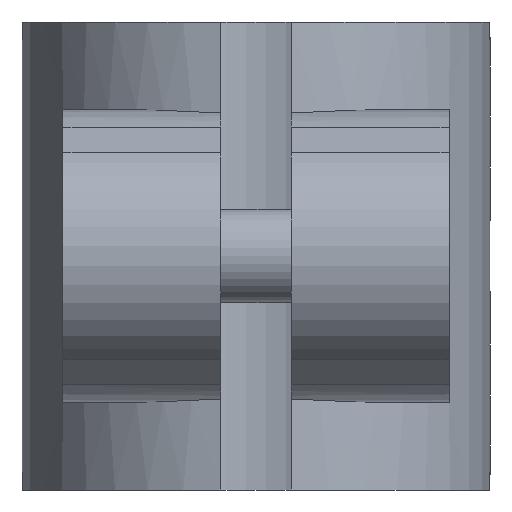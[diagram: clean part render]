
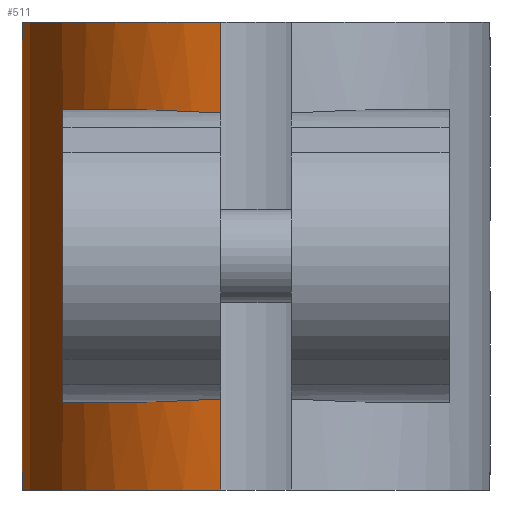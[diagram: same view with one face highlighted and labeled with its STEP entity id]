
A CAD part, left-side view. The second image highlights one B-rep face of the part: STEP entity #511.
In plain terms, the highlighted cylindrical face has radius 20 mm (diameter 40 mm), a partial arc.
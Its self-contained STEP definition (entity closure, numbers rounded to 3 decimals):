
#511 = ADVANCED_FACE( '', ( #1071 ), #1072, .T. );
#1071 = FACE_OUTER_BOUND( '', #1632, .T. );
#1072 = CYLINDRICAL_SURFACE( '', #1633, 20. );
#1632 = EDGE_LOOP( '', ( #3085, #3086, #3087, #3088, #3089, #3090, #3091, #3092, #3093, #3094, #3095, #3096, #3097, #3098 ) );
#1633 = AXIS2_PLACEMENT_3D( '', #3099, #3100, #3101 );
#3085 = ORIENTED_EDGE( '', *, *, #3749, .F. );
#3086 = ORIENTED_EDGE( '', *, *, #3343, .F. );
#3087 = ORIENTED_EDGE( '', *, *, #3213, .T. );
#3088 = ORIENTED_EDGE( '', *, *, #3523, .T. );
#3089 = ORIENTED_EDGE( '', *, *, #3735, .T. );
#3090 = ORIENTED_EDGE( '', *, *, #3311, .F. );
#3091 = ORIENTED_EDGE( '', *, *, #3757, .T. );
#3092 = ORIENTED_EDGE( '', *, *, #3463, .T. );
#3093 = ORIENTED_EDGE( '', *, *, #3750, .F. );
#3094 = ORIENTED_EDGE( '', *, *, #3576, .F. );
#3095 = ORIENTED_EDGE( '', *, *, #3763, .F. );
#3096 = ORIENTED_EDGE( '', *, *, #3578, .T. );
#3097 = ORIENTED_EDGE( '', *, *, #3722, .F. );
#3098 = ORIENTED_EDGE( '', *, *, #3493, .F. );
#3099 = CARTESIAN_POINT( '', ( 0., 0., 40. ) );
#3100 = DIRECTION( '', ( 0., 0., 1. ) );
#3101 = DIRECTION( '', ( -1., 0., 0. ) );
#3213 = EDGE_CURVE( '', #3828, #3825, #3829, .T. );
#3311 = EDGE_CURVE( '', #3994, #3997, #3998, .T. );
#3343 = EDGE_CURVE( '', #3828, #4054, #4055, .T. );
#3463 = EDGE_CURVE( '', #4250, #4248, #4251, .T. );
#3493 = EDGE_CURVE( '', #4294, #4297, #4298, .T. );
#3523 = EDGE_CURVE( '', #3825, #4341, #4342, .T. );
#3576 = EDGE_CURVE( '', #4413, #4409, #4415, .T. );
#3578 = EDGE_CURVE( '', #4417, #4418, #4419, .F. );
#3722 = EDGE_CURVE( '', #4297, #4418, #4598, .T. );
#3735 = EDGE_CURVE( '', #4341, #3997, #4612, .T. );
#3749 = EDGE_CURVE( '', #4054, #4294, #4626, .T. );
#3750 = EDGE_CURVE( '', #4409, #4248, #4627, .T. );
#3757 = EDGE_CURVE( '', #3994, #4250, #4634, .T. );
#3763 = EDGE_CURVE( '', #4417, #4413, #4640, .T. );
#3825 = VERTEX_POINT( '', #4720 );
#3828 = VERTEX_POINT( '', #4724 );
#3829 = LINE( '', #4725, #4726 );
#3994 = VERTEX_POINT( '', #4975 );
#3997 = VERTEX_POINT( '', #4979 );
#3998 = CIRCLE( '', #4980, 20. );
#4054 = VERTEX_POINT( '', #5069 );
#4055 = CIRCLE( '', #5070, 20. );
#4248 = VERTEX_POINT( '', #5384 );
#4250 = VERTEX_POINT( '', #5387 );
#4251 = CIRCLE( '', #5388, 20. );
#4294 = VERTEX_POINT( '', #5453 );
#4297 = VERTEX_POINT( '', #5456 );
#4298 = B_SPLINE_CURVE_WITH_KNOTS( '', 3, ( #5457, #5458, #5459, #5460, #5461, #5462, #5463, #5464 ), .UNSPECIFIED., .F., .F., ( 4, 2, 2, 4 ), ( 0.014, 0.018, 0.019, 0.021 ), .UNSPECIFIED. );
#4341 = VERTEX_POINT( '', #5535 );
#4342 = CIRCLE( '', #5536, 20. );
#4409 = VERTEX_POINT( '', #5626 );
#4413 = VERTEX_POINT( '', #5630 );
#4415 = B_SPLINE_CURVE_WITH_KNOTS( '', 3, ( #5633, #5634, #5635, #5636, #5637, #5638, #5639, #5640 ), .UNSPECIFIED., .F., .F., ( 4, 2, 2, 4 ), ( 0., 0.004, 0.006, 0.008 ), .UNSPECIFIED. );
#4417 = VERTEX_POINT( '', #5642 );
#4418 = VERTEX_POINT( '', #5643 );
#4419 = LINE( '', #5644, #5645 );
#4598 = CIRCLE( '', #5914, 20. );
#4612 = LINE( '', #5932, #5933 );
#4626 = LINE( '', #5957, #5958 );
#4627 = LINE( '', #5959, #5960 );
#4634 = LINE( '', #5968, #5969 );
#4640 = CIRCLE( '', #5975, 20. );
#4720 = CARTESIAN_POINT( '', ( 15.612, 12.5, 32.5 ) );
#4724 = CARTESIAN_POINT( '', ( 15.612, 12.5, 40. ) );
#4725 = CARTESIAN_POINT( '', ( 15.612, 12.5, 40. ) );
#4726 = VECTOR( '', #6028, 1000. );
#4975 = CARTESIAN_POINT( '', ( 15.612, 12.5, 7.5 ) );
#4979 = CARTESIAN_POINT( '', ( 0., 20., 7.5 ) );
#4980 = AXIS2_PLACEMENT_3D( '', #6146, #6147, #6148 );
#5069 = CARTESIAN_POINT( '', ( -19.774, 3., 40. ) );
#5070 = AXIS2_PLACEMENT_3D( '', #6189, #6190, #6191 );
#5384 = CARTESIAN_POINT( '', ( -19.774, 3., 0. ) );
#5387 = CARTESIAN_POINT( '', ( 15.612, 12.5, 0. ) );
#5388 = AXIS2_PLACEMENT_3D( '', #6322, #6323, #6324 );
#5453 = CARTESIAN_POINT( '', ( -19.774, 3., 32.232 ) );
#5456 = CARTESIAN_POINT( '', ( -17.2, 10.206, 32.5 ) );
#5457 = CARTESIAN_POINT( '', ( -19.774, 3., 32.232 ) );
#5458 = CARTESIAN_POINT( '', ( -19.581, 4.272, 32.273 ) );
#5459 = CARTESIAN_POINT( '', ( -19.269, 5.509, 32.335 ) );
#5460 = CARTESIAN_POINT( '', ( -18.625, 7.314, 32.42 ) );
#5461 = CARTESIAN_POINT( '', ( -18.382, 7.908, 32.447 ) );
#5462 = CARTESIAN_POINT( '', ( -17.833, 9.077, 32.487 ) );
#5463 = CARTESIAN_POINT( '', ( -17.53, 9.649, 32.5 ) );
#5464 = CARTESIAN_POINT( '', ( -17.2, 10.206, 32.5 ) );
#5535 = CARTESIAN_POINT( '', ( 0., 20., 32.5 ) );
#5536 = AXIS2_PLACEMENT_3D( '', #6386, #6387, #6388 );
#5626 = CARTESIAN_POINT( '', ( -19.774, 3., 7.768 ) );
#5630 = CARTESIAN_POINT( '', ( -17.2, 10.206, 7.5 ) );
#5633 = CARTESIAN_POINT( '', ( -17.2, 10.206, 7.5 ) );
#5634 = CARTESIAN_POINT( '', ( -17.861, 9.092, 7.5 ) );
#5635 = CARTESIAN_POINT( '', ( -18.403, 7.934, 7.551 ) );
#5636 = CARTESIAN_POINT( '', ( -19.048, 6.13, 7.635 ) );
#5637 = CARTESIAN_POINT( '', ( -19.235, 5.517, 7.666 ) );
#5638 = CARTESIAN_POINT( '', ( -19.55, 4.269, 7.722 ) );
#5639 = CARTESIAN_POINT( '', ( -19.678, 3.634, 7.748 ) );
#5640 = CARTESIAN_POINT( '', ( -19.774, 3., 7.768 ) );
#5642 = CARTESIAN_POINT( '', ( -11.303, 16.5, 7.5 ) );
#5643 = CARTESIAN_POINT( '', ( -11.303, 16.5, 32.5 ) );
#5644 = CARTESIAN_POINT( '', ( -11.303, 16.5, 40. ) );
#5645 = VECTOR( '', #6446, 1000. );
#5914 = AXIS2_PLACEMENT_3D( '', #6587, #6588, #6589 );
#5932 = CARTESIAN_POINT( '', ( 0., 20., 32.5 ) );
#5933 = VECTOR( '', #6600, 1000. );
#5957 = CARTESIAN_POINT( '', ( -19.774, 3., 40. ) );
#5958 = VECTOR( '', #6609, 1000. );
#5959 = CARTESIAN_POINT( '', ( -19.774, 3., 40. ) );
#5960 = VECTOR( '', #6610, 1000. );
#5968 = CARTESIAN_POINT( '', ( 15.612, 12.5, 40. ) );
#5969 = VECTOR( '', #6612, 1000. );
#5975 = AXIS2_PLACEMENT_3D( '', #6613, #6614, #6615 );
#6028 = DIRECTION( '', ( 0., 0., -1. ) );
#6146 = CARTESIAN_POINT( '', ( 0., 0., 7.5 ) );
#6147 = DIRECTION( '', ( 0., 0., 1. ) );
#6148 = DIRECTION( '', ( 1., 0., 0. ) );
#6189 = CARTESIAN_POINT( '', ( 0., 0., 40. ) );
#6190 = DIRECTION( '', ( 0., 0., 1. ) );
#6191 = DIRECTION( '', ( 1., 0., 0. ) );
#6322 = CARTESIAN_POINT( '', ( 0., 0., 0. ) );
#6323 = DIRECTION( '', ( 0., 0., 1. ) );
#6324 = DIRECTION( '', ( 1., 0., 0. ) );
#6386 = CARTESIAN_POINT( '', ( 0., 0., 32.5 ) );
#6387 = DIRECTION( '', ( 0., 0., 1. ) );
#6388 = DIRECTION( '', ( 1., 0., 0. ) );
#6446 = DIRECTION( '', ( 0., 0., -1. ) );
#6587 = CARTESIAN_POINT( '', ( 0., 0., 32.5 ) );
#6588 = DIRECTION( '', ( 0., 0., -1. ) );
#6589 = DIRECTION( '', ( -1., 0., 0. ) );
#6600 = DIRECTION( '', ( 0., 0., -1. ) );
#6609 = DIRECTION( '', ( 0., 0., -1. ) );
#6610 = DIRECTION( '', ( 0., 0., -1. ) );
#6612 = DIRECTION( '', ( 0., 0., -1. ) );
#6613 = CARTESIAN_POINT( '', ( 0., 0., 7.5 ) );
#6614 = DIRECTION( '', ( 0., 0., 1. ) );
#6615 = DIRECTION( '', ( 1., 0., 0. ) );
